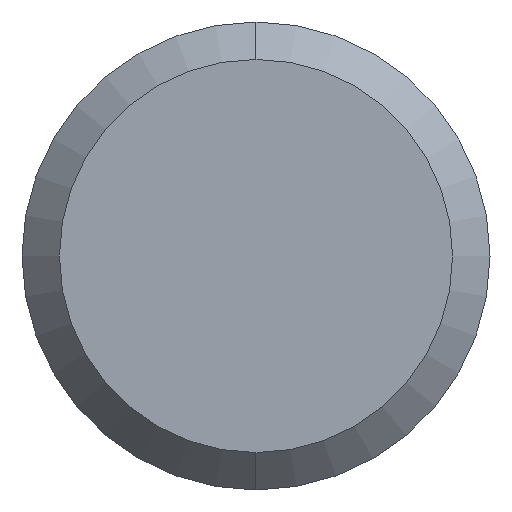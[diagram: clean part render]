
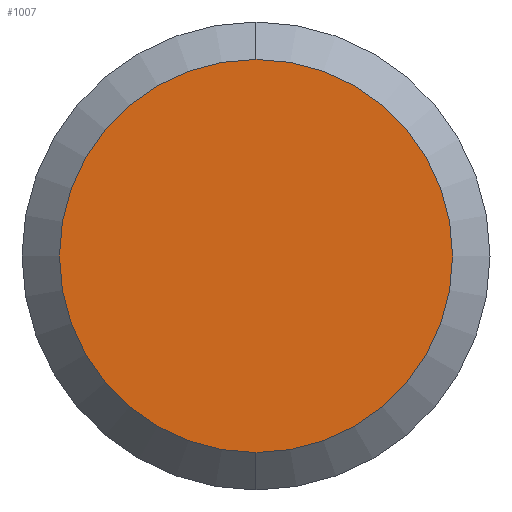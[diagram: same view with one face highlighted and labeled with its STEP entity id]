
A CAD part, left-side view. The second image highlights one B-rep face of the part: STEP entity #1007.
In plain terms, the highlighted planar face has unit normal (-1, 0, 0).
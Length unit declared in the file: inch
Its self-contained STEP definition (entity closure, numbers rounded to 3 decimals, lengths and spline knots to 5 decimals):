
#112 = VERTEX_POINT ( 'NONE', #951 ) ;
#135 = DIRECTION ( 'NONE',  ( 1., 0., 0. ) ) ;
#142 = CIRCLE ( 'NONE', #409, 0.105 ) ;
#159 = CARTESIAN_POINT ( 'NONE',  ( 0., 0., 0. ) ) ;
#230 = FACE_OUTER_BOUND ( 'NONE', #849, .T. ) ;
#255 = DIRECTION ( 'NONE',  ( 0., 0., -1. ) ) ;
#290 = EDGE_CURVE ( 'NONE', #112, #1147, #635, .T. ) ;
#343 = ORIENTED_EDGE ( 'NONE', *, *, #740, .F. ) ;
#409 = AXIS2_PLACEMENT_3D ( 'NONE', #760, #135, #862 ) ;
#559 = ORIENTED_EDGE ( 'NONE', *, *, #290, .F. ) ;
#622 = DIRECTION ( 'NONE',  ( -1., 0., 0. ) ) ;
#635 = CIRCLE ( 'NONE', #1207, 0.105 ) ;
#740 = EDGE_CURVE ( 'NONE', #1147, #112, #142, .T. ) ;
#760 = CARTESIAN_POINT ( 'NONE',  ( 0., 0., 0. ) ) ;
#849 = EDGE_LOOP ( 'NONE', ( #343, #559 ) ) ;
#862 = DIRECTION ( 'NONE',  ( 0., 0., -1. ) ) ;
#884 = DIRECTION ( 'NONE',  ( 1., 0., 0. ) ) ;
#921 = CARTESIAN_POINT ( 'NONE',  ( 0., 0.125, 0. ) ) ;
#948 = AXIS2_PLACEMENT_3D ( 'NONE', #921, #622, #1355 ) ;
#951 = CARTESIAN_POINT ( 'NONE',  ( 0., 0., 0.105 ) ) ;
#1007 = ADVANCED_FACE ( 'NONE', ( #230 ), #1255, .T. ) ;
#1147 = VERTEX_POINT ( 'NONE', #1277 ) ;
#1207 = AXIS2_PLACEMENT_3D ( 'NONE', #159, #884, #255 ) ;
#1255 = PLANE ( 'NONE',  #948 ) ;
#1277 = CARTESIAN_POINT ( 'NONE',  ( 0., 0., -0.105 ) ) ;
#1355 = DIRECTION ( 'NONE',  ( 0., 0., 1. ) ) ;
